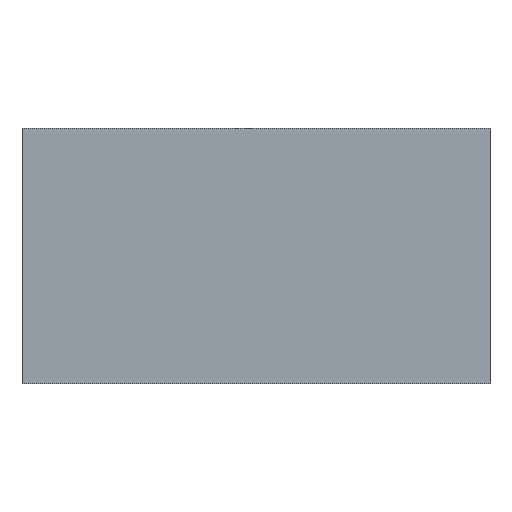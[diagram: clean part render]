
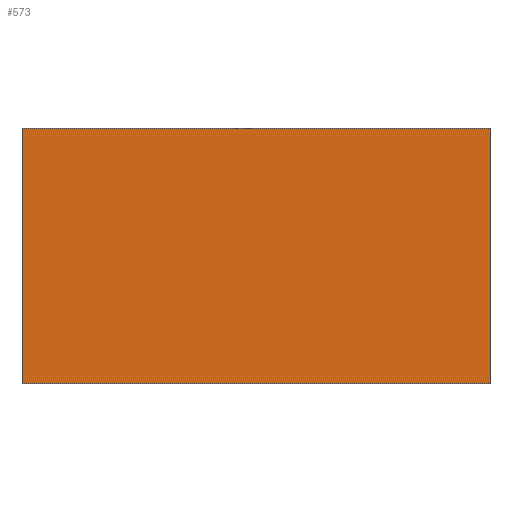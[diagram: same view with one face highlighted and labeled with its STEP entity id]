
A CAD part, front view. The second image highlights one B-rep face of the part: STEP entity #573.
In plain terms, the highlighted planar face has unit normal (0, -1, 0).
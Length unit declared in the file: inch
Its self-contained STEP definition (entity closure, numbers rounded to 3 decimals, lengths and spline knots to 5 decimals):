
#45=LINE('',#989,#83);
#51=LINE('',#1001,#89);
#53=LINE('',#1005,#91);
#54=LINE('',#1006,#92);
#83=VECTOR('',#823,0.3937);
#89=VECTOR('',#833,0.3937);
#91=VECTOR('',#837,0.3937);
#92=VECTOR('',#838,0.3937);
#153=FACE_OUTER_BOUND('',#198,.T.);
#198=EDGE_LOOP('',(#503,#504,#505,#506));
#290=VERTEX_POINT('',#986);
#291=VERTEX_POINT('',#988);
#295=VERTEX_POINT('',#1000);
#296=VERTEX_POINT('',#1004);
#363=EDGE_CURVE('',#290,#291,#45,.T.);
#369=EDGE_CURVE('',#295,#291,#51,.T.);
#371=EDGE_CURVE('',#290,#296,#53,.T.);
#372=EDGE_CURVE('',#295,#296,#54,.T.);
#503=ORIENTED_EDGE('',*,*,#371,.T.);
#504=ORIENTED_EDGE('',*,*,#372,.F.);
#505=ORIENTED_EDGE('',*,*,#369,.T.);
#506=ORIENTED_EDGE('',*,*,#363,.F.);
#543=PLANE('',#663);
#573=ADVANCED_FACE('',(#153),#543,.T.);
#663=AXIS2_PLACEMENT_3D('',#1003,#835,#836);
#823=DIRECTION('',(0.,0.,-1.));
#833=DIRECTION('',(1.,0.,0.));
#835=DIRECTION('center_axis',(0.,-1.,0.));
#836=DIRECTION('ref_axis',(0.,0.,-1.));
#837=DIRECTION('',(-1.,0.,0.));
#838=DIRECTION('',(0.,0.,1.));
#986=CARTESIAN_POINT('',(1.375,0.,0.75));
#988=CARTESIAN_POINT('',(1.375,0.,-0.75));
#989=CARTESIAN_POINT('',(1.375,0.,0.));
#1000=CARTESIAN_POINT('',(-1.375,0.,-0.75));
#1001=CARTESIAN_POINT('',(-1.375,0.,-0.75));
#1003=CARTESIAN_POINT('Origin',(1.375,0.,0.));
#1004=CARTESIAN_POINT('',(-1.375,0.,0.75));
#1005=CARTESIAN_POINT('',(-1.375,0.,0.75));
#1006=CARTESIAN_POINT('',(-1.375,0.,0.));
